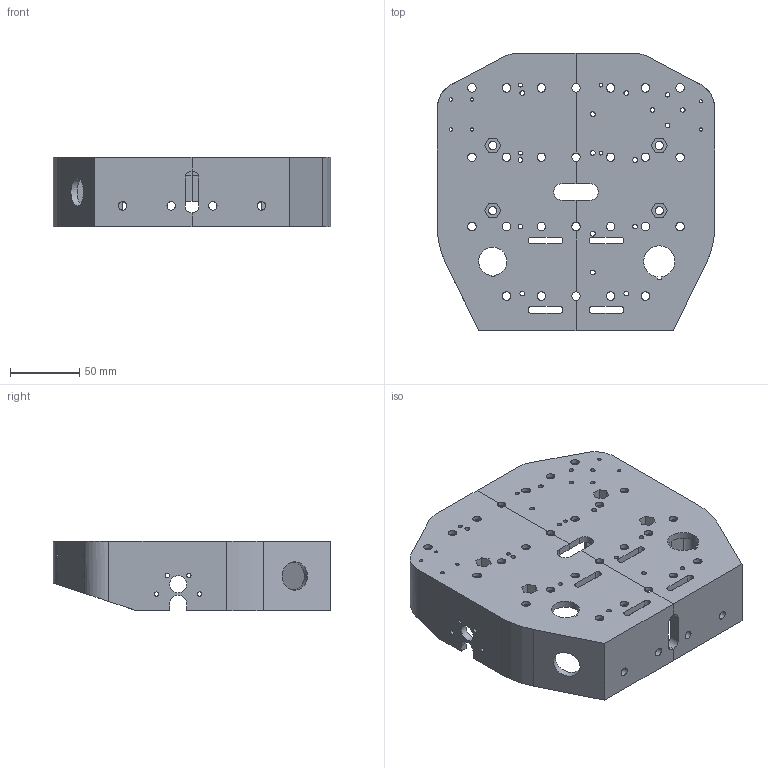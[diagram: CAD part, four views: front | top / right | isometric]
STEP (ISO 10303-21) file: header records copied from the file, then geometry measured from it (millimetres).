
FILE_DESCRIPTION(('FreeCAD Model'),'2;1');
FILE_NAME( 'mainchassis.step' ,'2019-11-01T23:50:37',('Author'),(''), 'Open CASCADE STEP processor 7.3','FreeCAD','Unknown');
FILE_SCHEMA(('AUTOMOTIVE_DESIGN { 1 0 10303 214 1 1 1 1 }'));
Products named in the file (1): mainchassis
Bounding box: 200 x 200 x 50 mm (x, y, z)
Volume: 448436.1 mm3; surface area: 153339.8 mm2
Topology: 1 solids, 1 shells, 781 faces, 2230 edges, 1477 vertices
Faces by surface type: plane 429, extrusion 227, cylinder 125
Full cylindrical faces by diameter (mm): 2.2 x12, 2.4 x6, 2.8 x4, 3.1 x8, 3.2 x4, 3.4 x12, 6.1 x30, 12.2 x2, 20.4 x1
Entity records: 59523 total; most frequent: CARTESIAN_POINT 16843, DIRECTION 6911, VECTOR 5115, LINE 4888, ORIENTED_EDGE 4460, PCURVE 4460, DEFINITIONAL_REPRESENTATION 4460, EDGE_CURVE 2230
